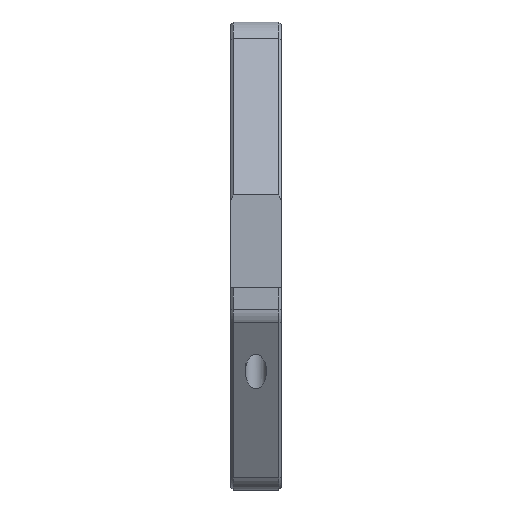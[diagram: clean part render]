
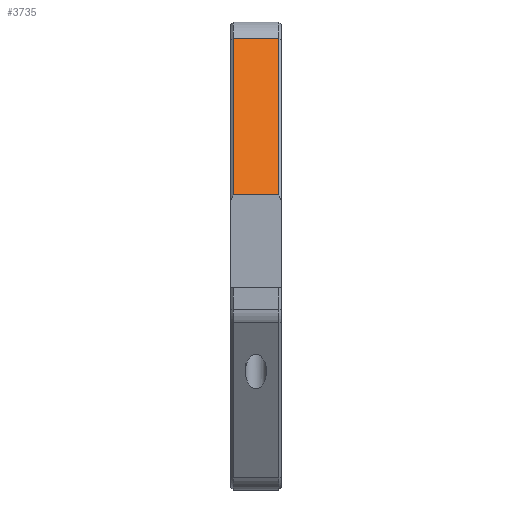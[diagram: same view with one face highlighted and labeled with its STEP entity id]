
A CAD part, left-side view. The second image highlights one B-rep face of the part: STEP entity #3735.
In plain terms, the highlighted planar face has unit normal (-0.902, 0, 0.431).
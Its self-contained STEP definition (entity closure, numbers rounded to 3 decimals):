
#136=PLANE('',#4071);
#276=FACE_OUTER_BOUND('',#510,.T.);
#510=EDGE_LOOP('',(#2897,#2898,#2899,#2900));
#801=LINE('',#5879,#1176);
#815=LINE('',#5915,#1190);
#849=LINE('',#6007,#1224);
#850=LINE('',#6009,#1225);
#1176=VECTOR('',#4646,10.);
#1190=VECTOR('',#4686,10.);
#1224=VECTOR('',#4790,10.);
#1225=VECTOR('',#4793,10.);
#1788=VERTEX_POINT('',#5875);
#1789=VERTEX_POINT('',#5877);
#1797=VERTEX_POINT('',#5912);
#1798=VERTEX_POINT('',#5914);
#2149=EDGE_CURVE('',#1789,#1788,#801,.T.);
#2167=EDGE_CURVE('',#1797,#1798,#815,.T.);
#2209=EDGE_CURVE('',#1789,#1798,#849,.T.);
#2210=EDGE_CURVE('',#1788,#1797,#850,.T.);
#2897=ORIENTED_EDGE('',*,*,#2149,.F.);
#2898=ORIENTED_EDGE('',*,*,#2209,.T.);
#2899=ORIENTED_EDGE('',*,*,#2167,.F.);
#2900=ORIENTED_EDGE('',*,*,#2210,.F.);
#3735=ADVANCED_FACE('',(#276),#136,.T.);
#4071=AXIS2_PLACEMENT_3D('',#6008,#4791,#4792);
#4646=DIRECTION('',(-0.431,0.,-0.902));
#4686=DIRECTION('',(0.431,0.,0.902));
#4790=DIRECTION('',(0.,1.,0.));
#4791=DIRECTION('center_axis',(-0.902,0.,0.431));
#4792=DIRECTION('ref_axis',(0.431,0.,0.902));
#4793=DIRECTION('',(0.,1.,0.));
#5875=CARTESIAN_POINT('',(58.,0.3,33.));
#5877=CARTESIAN_POINT('',(66.842,0.3,51.509));
#5879=CARTESIAN_POINT('',(55.054,0.3,26.833));
#5912=CARTESIAN_POINT('',(58.,5.7,33.));
#5914=CARTESIAN_POINT('',(66.842,5.7,51.509));
#5915=CARTESIAN_POINT('',(55.054,5.7,26.833));
#6007=CARTESIAN_POINT('',(66.842,0.,51.509));
#6008=CARTESIAN_POINT('Origin',(58.,0.,33.));
#6009=CARTESIAN_POINT('',(58.,0.,33.));
